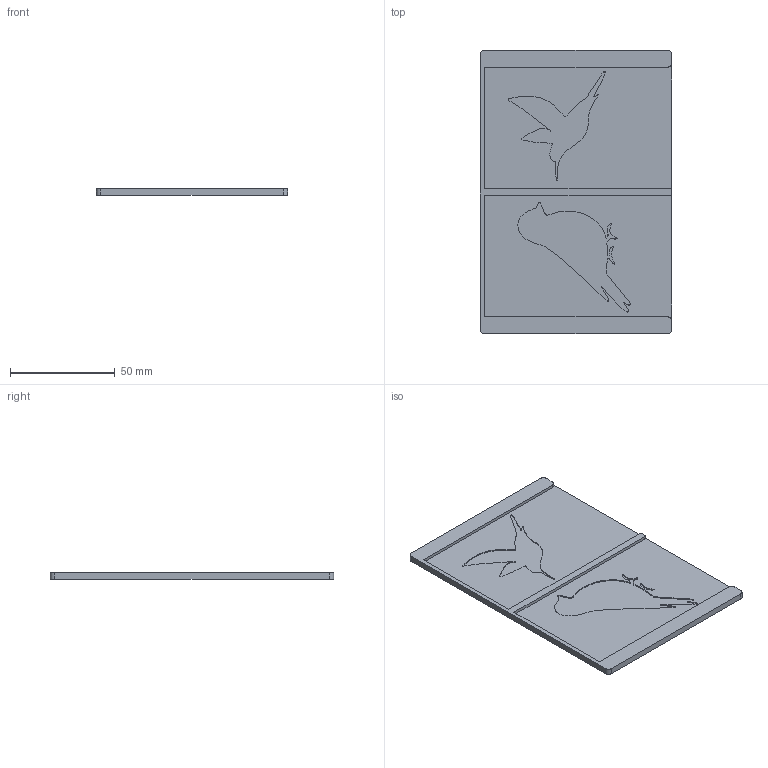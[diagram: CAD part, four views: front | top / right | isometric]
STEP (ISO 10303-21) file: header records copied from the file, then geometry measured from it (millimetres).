
FILE_DESCRIPTION(/* description */ (''),/* implementation_level */ '2;1');
FILE_NAME(/* name */ 'Wing Span - Lid.step',/* time_stamp */ '2022-04-14T20:12:20+02:00',/* author */ (''),/* organization */ (''),/* preprocessor_version */ 'ST-DEVELOPER v18.1',/* originating_system */ 'Autodesk Translation Framework v10.14.0.1471',/* authorisation */ '');
FILE_SCHEMA (('AUTOMOTIVE_DESIGN { 1 0 10303 214 3 1 1 }'));
Length unit declared in the file: millimetre
Products named in the file (1): Wing Span - Lid
Bounding box: 91.5 x 135.5 x 3 mm (x, y, z)
Volume: 20634.2 mm3; surface area: 26968.4 mm2
Topology: 1 solids, 1 shells, 147 faces, 417 edges, 278 vertices
Faces by surface type: bspline 110, plane 25, cylinder 12
Full cylindrical faces by diameter (mm): 5.35 x4
Entity records: 5058 total; most frequent: CARTESIAN_POINT 2252, ORIENTED_EDGE 834, EDGE_CURVE 417, DIRECTION 308, VERTEX_POINT 278, LINE 172, VECTOR 172, EDGE_LOOP 153
